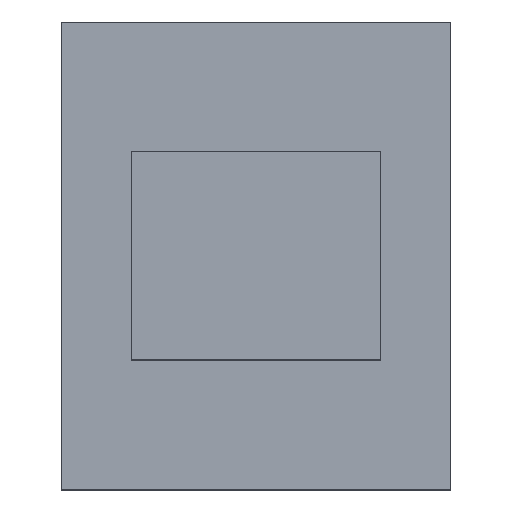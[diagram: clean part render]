
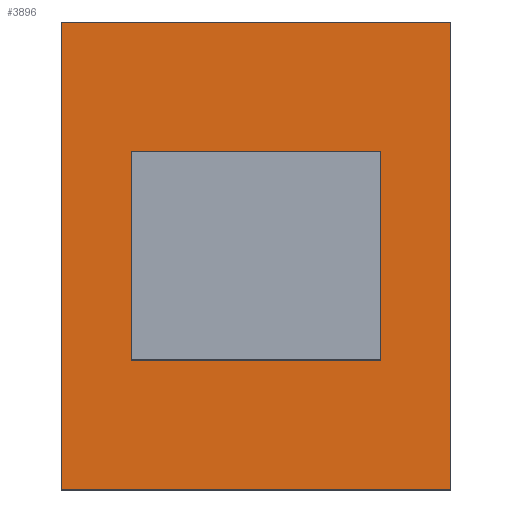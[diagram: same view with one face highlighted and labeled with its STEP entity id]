
A CAD part, top view. The second image highlights one B-rep face of the part: STEP entity #3896.
In plain terms, the highlighted planar face has unit normal (0, 0, 1).
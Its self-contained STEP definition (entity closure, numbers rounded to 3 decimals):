
#3495 = VERTEX_POINT('',#3496);
#3496 = CARTESIAN_POINT('',(0.,0.,11.642));
#3503 = PLANE('',#3504);
#3504 = AXIS2_PLACEMENT_3D('',#3505,#3506,#3507);
#3505 = CARTESIAN_POINT('',(0.,0.,0.));
#3506 = DIRECTION('',(0.,1.,0.));
#3507 = DIRECTION('',(1.,0.,0.));
#3515 = PLANE('',#3516);
#3516 = AXIS2_PLACEMENT_3D('',#3517,#3518,#3519);
#3517 = CARTESIAN_POINT('',(0.,47.625,0.));
#3518 = DIRECTION('',(1.,0.,0.));
#3519 = DIRECTION('',(0.,-1.,0.));
#3527 = EDGE_CURVE('',#3495,#3528,#3530,.T.);
#3528 = VERTEX_POINT('',#3529);
#3529 = CARTESIAN_POINT('',(39.675,0.,11.642));
#3530 = SURFACE_CURVE('',#3531,(#3535,#3542),.PCURVE_S1.);
#3531 = LINE('',#3532,#3533);
#3532 = CARTESIAN_POINT('',(0.,0.,11.642));
#3533 = VECTOR('',#3534,1.);
#3534 = DIRECTION('',(1.,0.,0.));
#3535 = PCURVE('',#3503,#3536);
#3536 = DEFINITIONAL_REPRESENTATION('',(#3537),#3541);
#3537 = LINE('',#3538,#3539);
#3538 = CARTESIAN_POINT('',(0.,-11.642));
#3539 = VECTOR('',#3540,1.);
#3540 = DIRECTION('',(1.,0.));
#3541 = ( GEOMETRIC_REPRESENTATION_CONTEXT(2) 
PARAMETRIC_REPRESENTATION_CONTEXT() REPRESENTATION_CONTEXT('2D SPACE',''
  ) );
#3542 = PCURVE('',#3543,#3548);
#3543 = PLANE('',#3544);
#3544 = AXIS2_PLACEMENT_3D('',#3545,#3546,#3547);
#3545 = CARTESIAN_POINT('',(19.837,23.813,11.642));
#3546 = DIRECTION('',(0.,0.,1.));
#3547 = DIRECTION('',(1.,0.,0.));
#3548 = DEFINITIONAL_REPRESENTATION('',(#3549),#3553);
#3549 = LINE('',#3550,#3551);
#3550 = CARTESIAN_POINT('',(-19.837,-23.813));
#3551 = VECTOR('',#3552,1.);
#3552 = DIRECTION('',(1.,0.));
#3553 = ( GEOMETRIC_REPRESENTATION_CONTEXT(2) 
PARAMETRIC_REPRESENTATION_CONTEXT() REPRESENTATION_CONTEXT('2D SPACE',''
  ) );
#3571 = PLANE('',#3572);
#3572 = AXIS2_PLACEMENT_3D('',#3573,#3574,#3575);
#3573 = CARTESIAN_POINT('',(39.675,0.,0.));
#3574 = DIRECTION('',(-1.,0.,0.));
#3575 = DIRECTION('',(0.,1.,0.));
#3615 = VERTEX_POINT('',#3616);
#3616 = CARTESIAN_POINT('',(0.,47.625,11.642));
#3630 = PLANE('',#3631);
#3631 = AXIS2_PLACEMENT_3D('',#3632,#3633,#3634);
#3632 = CARTESIAN_POINT('',(39.675,47.625,0.));
#3633 = DIRECTION('',(0.,-1.,0.));
#3634 = DIRECTION('',(-1.,0.,0.));
#3642 = EDGE_CURVE('',#3615,#3495,#3643,.T.);
#3643 = SURFACE_CURVE('',#3644,(#3648,#3655),.PCURVE_S1.);
#3644 = LINE('',#3645,#3646);
#3645 = CARTESIAN_POINT('',(0.,47.625,11.642));
#3646 = VECTOR('',#3647,1.);
#3647 = DIRECTION('',(0.,-1.,0.));
#3648 = PCURVE('',#3515,#3649);
#3649 = DEFINITIONAL_REPRESENTATION('',(#3650),#3654);
#3650 = LINE('',#3651,#3652);
#3651 = CARTESIAN_POINT('',(0.,-11.642));
#3652 = VECTOR('',#3653,1.);
#3653 = DIRECTION('',(1.,0.));
#3654 = ( GEOMETRIC_REPRESENTATION_CONTEXT(2) 
PARAMETRIC_REPRESENTATION_CONTEXT() REPRESENTATION_CONTEXT('2D SPACE',''
  ) );
#3655 = PCURVE('',#3543,#3656);
#3656 = DEFINITIONAL_REPRESENTATION('',(#3657),#3661);
#3657 = LINE('',#3658,#3659);
#3658 = CARTESIAN_POINT('',(-19.837,23.813));
#3659 = VECTOR('',#3660,1.);
#3660 = DIRECTION('',(0.,-1.));
#3661 = ( GEOMETRIC_REPRESENTATION_CONTEXT(2) 
PARAMETRIC_REPRESENTATION_CONTEXT() REPRESENTATION_CONTEXT('2D SPACE',''
  ) );
#3689 = EDGE_CURVE('',#3528,#3690,#3692,.T.);
#3690 = VERTEX_POINT('',#3691);
#3691 = CARTESIAN_POINT('',(39.675,47.625,11.642));
#3692 = SURFACE_CURVE('',#3693,(#3697,#3704),.PCURVE_S1.);
#3693 = LINE('',#3694,#3695);
#3694 = CARTESIAN_POINT('',(39.675,0.,11.642));
#3695 = VECTOR('',#3696,1.);
#3696 = DIRECTION('',(0.,1.,0.));
#3697 = PCURVE('',#3571,#3698);
#3698 = DEFINITIONAL_REPRESENTATION('',(#3699),#3703);
#3699 = LINE('',#3700,#3701);
#3700 = CARTESIAN_POINT('',(0.,-11.642));
#3701 = VECTOR('',#3702,1.);
#3702 = DIRECTION('',(1.,0.));
#3703 = ( GEOMETRIC_REPRESENTATION_CONTEXT(2) 
PARAMETRIC_REPRESENTATION_CONTEXT() REPRESENTATION_CONTEXT('2D SPACE',''
  ) );
#3704 = PCURVE('',#3543,#3705);
#3705 = DEFINITIONAL_REPRESENTATION('',(#3706),#3710);
#3706 = LINE('',#3707,#3708);
#3707 = CARTESIAN_POINT('',(19.837,-23.813));
#3708 = VECTOR('',#3709,1.);
#3709 = DIRECTION('',(0.,1.));
#3710 = ( GEOMETRIC_REPRESENTATION_CONTEXT(2) 
PARAMETRIC_REPRESENTATION_CONTEXT() REPRESENTATION_CONTEXT('2D SPACE',''
  ) );
#3803 = PLANE('',#3804);
#3804 = AXIS2_PLACEMENT_3D('',#3805,#3806,#3807);
#3805 = CARTESIAN_POINT('',(7.137,13.2,11.642));
#3806 = DIRECTION('',(1.,0.,0.));
#3807 = DIRECTION('',(-0.,1.,0.));
#3831 = PLANE('',#3832);
#3832 = AXIS2_PLACEMENT_3D('',#3833,#3834,#3835);
#3833 = CARTESIAN_POINT('',(7.137,34.44,11.642));
#3834 = DIRECTION('',(0.,-1.,0.));
#3835 = DIRECTION('',(1.,0.,0.));
#3859 = PLANE('',#3860);
#3860 = AXIS2_PLACEMENT_3D('',#3861,#3862,#3863);
#3861 = CARTESIAN_POINT('',(32.537,34.44,11.642));
#3862 = DIRECTION('',(-1.,0.,0.));
#3863 = DIRECTION('',(0.,-1.,0.));
#3885 = PLANE('',#3886);
#3886 = AXIS2_PLACEMENT_3D('',#3887,#3888,#3889);
#3887 = CARTESIAN_POINT('',(32.537,13.2,11.642));
#3888 = DIRECTION('',(0.,1.,0.));
#3889 = DIRECTION('',(-1.,0.,0.));
#3896 = ADVANCED_FACE('',(#3897,#3923),#3543,.T.);
#3897 = FACE_BOUND('',#3898,.T.);
#3898 = EDGE_LOOP('',(#3899,#3900,#3901,#3922));
#3899 = ORIENTED_EDGE('',*,*,#3527,.T.);
#3900 = ORIENTED_EDGE('',*,*,#3689,.T.);
#3901 = ORIENTED_EDGE('',*,*,#3902,.T.);
#3902 = EDGE_CURVE('',#3690,#3615,#3903,.T.);
#3903 = SURFACE_CURVE('',#3904,(#3908,#3915),.PCURVE_S1.);
#3904 = LINE('',#3905,#3906);
#3905 = CARTESIAN_POINT('',(39.675,47.625,11.642));
#3906 = VECTOR('',#3907,1.);
#3907 = DIRECTION('',(-1.,0.,0.));
#3908 = PCURVE('',#3543,#3909);
#3909 = DEFINITIONAL_REPRESENTATION('',(#3910),#3914);
#3910 = LINE('',#3911,#3912);
#3911 = CARTESIAN_POINT('',(19.837,23.813));
#3912 = VECTOR('',#3913,1.);
#3913 = DIRECTION('',(-1.,0.));
#3914 = ( GEOMETRIC_REPRESENTATION_CONTEXT(2) 
PARAMETRIC_REPRESENTATION_CONTEXT() REPRESENTATION_CONTEXT('2D SPACE',''
  ) );
#3915 = PCURVE('',#3630,#3916);
#3916 = DEFINITIONAL_REPRESENTATION('',(#3917),#3921);
#3917 = LINE('',#3918,#3919);
#3918 = CARTESIAN_POINT('',(0.,-11.642));
#3919 = VECTOR('',#3920,1.);
#3920 = DIRECTION('',(1.,0.));
#3921 = ( GEOMETRIC_REPRESENTATION_CONTEXT(2) 
PARAMETRIC_REPRESENTATION_CONTEXT() REPRESENTATION_CONTEXT('2D SPACE',''
  ) );
#3922 = ORIENTED_EDGE('',*,*,#3642,.T.);
#3923 = FACE_BOUND('',#3924,.T.);
#3924 = EDGE_LOOP('',(#3925,#3950,#3973,#3996));
#3925 = ORIENTED_EDGE('',*,*,#3926,.T.);
#3926 = EDGE_CURVE('',#3927,#3929,#3931,.T.);
#3927 = VERTEX_POINT('',#3928);
#3928 = CARTESIAN_POINT('',(7.137,13.2,11.642));
#3929 = VERTEX_POINT('',#3930);
#3930 = CARTESIAN_POINT('',(7.137,34.44,11.642));
#3931 = SURFACE_CURVE('',#3932,(#3936,#3943),.PCURVE_S1.);
#3932 = LINE('',#3933,#3934);
#3933 = CARTESIAN_POINT('',(7.137,13.2,11.642));
#3934 = VECTOR('',#3935,1.);
#3935 = DIRECTION('',(0.,1.,0.));
#3936 = PCURVE('',#3543,#3937);
#3937 = DEFINITIONAL_REPRESENTATION('',(#3938),#3942);
#3938 = LINE('',#3939,#3940);
#3939 = CARTESIAN_POINT('',(-12.7,-10.613));
#3940 = VECTOR('',#3941,1.);
#3941 = DIRECTION('',(0.,1.));
#3942 = ( GEOMETRIC_REPRESENTATION_CONTEXT(2) 
PARAMETRIC_REPRESENTATION_CONTEXT() REPRESENTATION_CONTEXT('2D SPACE',''
  ) );
#3943 = PCURVE('',#3803,#3944);
#3944 = DEFINITIONAL_REPRESENTATION('',(#3945),#3949);
#3945 = LINE('',#3946,#3947);
#3946 = CARTESIAN_POINT('',(0.,0.));
#3947 = VECTOR('',#3948,1.);
#3948 = DIRECTION('',(1.,0.));
#3949 = ( GEOMETRIC_REPRESENTATION_CONTEXT(2) 
PARAMETRIC_REPRESENTATION_CONTEXT() REPRESENTATION_CONTEXT('2D SPACE',''
  ) );
#3950 = ORIENTED_EDGE('',*,*,#3951,.T.);
#3951 = EDGE_CURVE('',#3929,#3952,#3954,.T.);
#3952 = VERTEX_POINT('',#3953);
#3953 = CARTESIAN_POINT('',(32.537,34.44,11.642));
#3954 = SURFACE_CURVE('',#3955,(#3959,#3966),.PCURVE_S1.);
#3955 = LINE('',#3956,#3957);
#3956 = CARTESIAN_POINT('',(7.137,34.44,11.642));
#3957 = VECTOR('',#3958,1.);
#3958 = DIRECTION('',(1.,0.,0.));
#3959 = PCURVE('',#3543,#3960);
#3960 = DEFINITIONAL_REPRESENTATION('',(#3961),#3965);
#3961 = LINE('',#3962,#3963);
#3962 = CARTESIAN_POINT('',(-12.7,10.628));
#3963 = VECTOR('',#3964,1.);
#3964 = DIRECTION('',(1.,0.));
#3965 = ( GEOMETRIC_REPRESENTATION_CONTEXT(2) 
PARAMETRIC_REPRESENTATION_CONTEXT() REPRESENTATION_CONTEXT('2D SPACE',''
  ) );
#3966 = PCURVE('',#3831,#3967);
#3967 = DEFINITIONAL_REPRESENTATION('',(#3968),#3972);
#3968 = LINE('',#3969,#3970);
#3969 = CARTESIAN_POINT('',(0.,0.));
#3970 = VECTOR('',#3971,1.);
#3971 = DIRECTION('',(1.,0.));
#3972 = ( GEOMETRIC_REPRESENTATION_CONTEXT(2) 
PARAMETRIC_REPRESENTATION_CONTEXT() REPRESENTATION_CONTEXT('2D SPACE',''
  ) );
#3973 = ORIENTED_EDGE('',*,*,#3974,.T.);
#3974 = EDGE_CURVE('',#3952,#3975,#3977,.T.);
#3975 = VERTEX_POINT('',#3976);
#3976 = CARTESIAN_POINT('',(32.537,13.2,11.642));
#3977 = SURFACE_CURVE('',#3978,(#3982,#3989),.PCURVE_S1.);
#3978 = LINE('',#3979,#3980);
#3979 = CARTESIAN_POINT('',(32.537,34.44,11.642));
#3980 = VECTOR('',#3981,1.);
#3981 = DIRECTION('',(0.,-1.,0.));
#3982 = PCURVE('',#3543,#3983);
#3983 = DEFINITIONAL_REPRESENTATION('',(#3984),#3988);
#3984 = LINE('',#3985,#3986);
#3985 = CARTESIAN_POINT('',(12.7,10.628));
#3986 = VECTOR('',#3987,1.);
#3987 = DIRECTION('',(0.,-1.));
#3988 = ( GEOMETRIC_REPRESENTATION_CONTEXT(2) 
PARAMETRIC_REPRESENTATION_CONTEXT() REPRESENTATION_CONTEXT('2D SPACE',''
  ) );
#3989 = PCURVE('',#3859,#3990);
#3990 = DEFINITIONAL_REPRESENTATION('',(#3991),#3995);
#3991 = LINE('',#3992,#3993);
#3992 = CARTESIAN_POINT('',(0.,0.));
#3993 = VECTOR('',#3994,1.);
#3994 = DIRECTION('',(1.,0.));
#3995 = ( GEOMETRIC_REPRESENTATION_CONTEXT(2) 
PARAMETRIC_REPRESENTATION_CONTEXT() REPRESENTATION_CONTEXT('2D SPACE',''
  ) );
#3996 = ORIENTED_EDGE('',*,*,#3997,.T.);
#3997 = EDGE_CURVE('',#3975,#3927,#3998,.T.);
#3998 = SURFACE_CURVE('',#3999,(#4003,#4010),.PCURVE_S1.);
#3999 = LINE('',#4000,#4001);
#4000 = CARTESIAN_POINT('',(32.537,13.2,11.642));
#4001 = VECTOR('',#4002,1.);
#4002 = DIRECTION('',(-1.,0.,0.));
#4003 = PCURVE('',#3543,#4004);
#4004 = DEFINITIONAL_REPRESENTATION('',(#4005),#4009);
#4005 = LINE('',#4006,#4007);
#4006 = CARTESIAN_POINT('',(12.7,-10.613));
#4007 = VECTOR('',#4008,1.);
#4008 = DIRECTION('',(-1.,0.));
#4009 = ( GEOMETRIC_REPRESENTATION_CONTEXT(2) 
PARAMETRIC_REPRESENTATION_CONTEXT() REPRESENTATION_CONTEXT('2D SPACE',''
  ) );
#4010 = PCURVE('',#3885,#4011);
#4011 = DEFINITIONAL_REPRESENTATION('',(#4012),#4016);
#4012 = LINE('',#4013,#4014);
#4013 = CARTESIAN_POINT('',(0.,0.));
#4014 = VECTOR('',#4015,1.);
#4015 = DIRECTION('',(1.,0.));
#4016 = ( GEOMETRIC_REPRESENTATION_CONTEXT(2) 
PARAMETRIC_REPRESENTATION_CONTEXT() REPRESENTATION_CONTEXT('2D SPACE',''
  ) );
